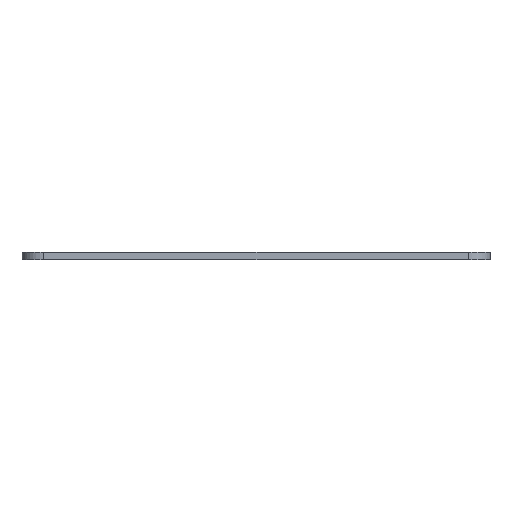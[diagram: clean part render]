
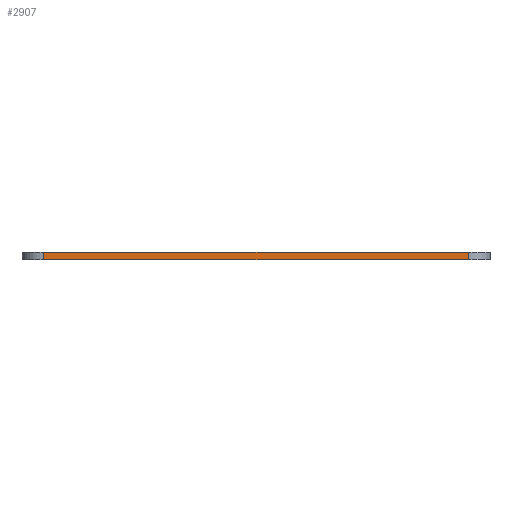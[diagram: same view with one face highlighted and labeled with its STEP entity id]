
A CAD part, left-side view. The second image highlights one B-rep face of the part: STEP entity #2907.
In plain terms, the highlighted planar face has unit normal (-1, 0, 0).
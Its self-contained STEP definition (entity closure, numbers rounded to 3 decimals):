
#532=FACE_OUTER_BOUND('',#709,.T.);
#709=EDGE_LOOP('',(#2676,#2677,#2678,#2679));
#900=LINE('',#5494,#1105);
#918=LINE('',#5568,#1123);
#919=LINE('',#5571,#1124);
#920=LINE('',#5572,#1125);
#1105=VECTOR('',#3261,10.);
#1123=VECTOR('',#3347,10.);
#1124=VECTOR('',#3350,10.);
#1125=VECTOR('',#3351,10.);
#1388=VERTEX_POINT('',#5491);
#1389=VERTEX_POINT('',#5493);
#1411=VERTEX_POINT('',#5566);
#1412=VERTEX_POINT('',#5570);
#1803=EDGE_CURVE('',#1388,#1389,#900,.T.);
#1839=EDGE_CURVE('',#1411,#1389,#918,.T.);
#1840=EDGE_CURVE('',#1411,#1412,#919,.T.);
#1841=EDGE_CURVE('',#1412,#1388,#920,.T.);
#2676=ORIENTED_EDGE('',*,*,#1840,.F.);
#2677=ORIENTED_EDGE('',*,*,#1839,.T.);
#2678=ORIENTED_EDGE('',*,*,#1803,.F.);
#2679=ORIENTED_EDGE('',*,*,#1841,.F.);
#2748=PLANE('',#2997);
#2907=ADVANCED_FACE('',(#532),#2748,.T.);
#2997=AXIS2_PLACEMENT_3D('',#5569,#3348,#3349);
#3261=DIRECTION('',(0.,-1.,0.));
#3347=DIRECTION('',(0.,0.,1.));
#3348=DIRECTION('center_axis',(-1.,0.,0.));
#3349=DIRECTION('ref_axis',(0.,-1.,0.));
#3350=DIRECTION('',(0.,1.,0.));
#3351=DIRECTION('',(0.,0.,1.));
#5491=CARTESIAN_POINT('',(-35.75,44.25,14.5));
#5493=CARTESIAN_POINT('',(-35.75,-44.25,14.5));
#5494=CARTESIAN_POINT('',(-35.75,22.125,14.5));
#5566=CARTESIAN_POINT('',(-35.75,-44.25,13.));
#5568=CARTESIAN_POINT('',(-35.75,-44.25,13.));
#5569=CARTESIAN_POINT('Origin',(-35.75,44.25,13.));
#5570=CARTESIAN_POINT('',(-35.75,44.25,13.));
#5571=CARTESIAN_POINT('',(-35.75,22.125,13.));
#5572=CARTESIAN_POINT('',(-35.75,44.25,13.));
